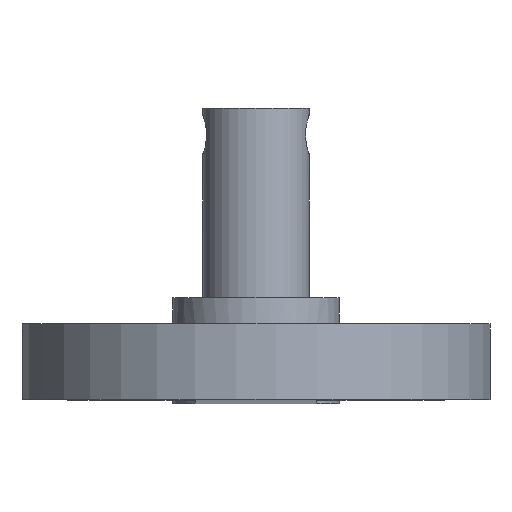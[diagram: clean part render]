
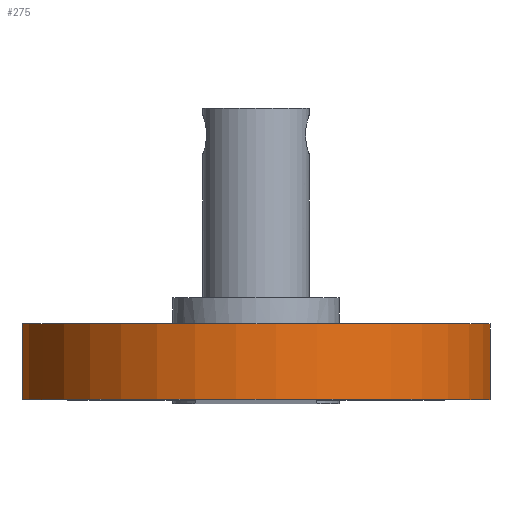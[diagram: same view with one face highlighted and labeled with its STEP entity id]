
A CAD part, top view. The second image highlights one B-rep face of the part: STEP entity #275.
In plain terms, the highlighted cylindrical face has radius 15.5 mm (diameter 31 mm), a partial arc.
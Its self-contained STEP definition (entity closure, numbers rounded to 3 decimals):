
#26=CIRCLE('',#307,15.5);
#29=CIRCLE('',#312,15.5);
#47=FACE_OUTER_BOUND('',#64,.T.);
#64=EDGE_LOOP('',(#215,#216,#217,#218));
#80=LINE('',#591,#96);
#81=LINE('',#593,#97);
#96=VECTOR('',#362,10.);
#97=VECTOR('',#363,10.);
#133=VERTEX_POINT('',#577);
#134=VERTEX_POINT('',#578);
#138=VERTEX_POINT('',#590);
#139=VERTEX_POINT('',#592);
#163=EDGE_CURVE('',#133,#134,#26,.F.);
#169=EDGE_CURVE('',#138,#134,#80,.F.);
#170=EDGE_CURVE('',#133,#139,#81,.F.);
#171=EDGE_CURVE('',#138,#139,#29,.F.);
#215=ORIENTED_EDGE('',*,*,#169,.T.);
#216=ORIENTED_EDGE('',*,*,#163,.F.);
#217=ORIENTED_EDGE('',*,*,#170,.T.);
#218=ORIENTED_EDGE('',*,*,#171,.F.);
#265=CYLINDRICAL_SURFACE('',#311,15.5);
#275=ADVANCED_FACE('',(#47),#265,.T.);
#307=AXIS2_PLACEMENT_3D('',#579,#349,#350);
#311=AXIS2_PLACEMENT_3D('',#589,#360,#361);
#312=AXIS2_PLACEMENT_3D('',#594,#364,#365);
#349=DIRECTION('center_axis',(0.,-1.,0.));
#350=DIRECTION('ref_axis',(1.,0.,0.));
#360=DIRECTION('center_axis',(0.,1.,0.));
#361=DIRECTION('ref_axis',(0.,0.,1.));
#362=DIRECTION('',(0.,-1.,0.));
#363=DIRECTION('',(0.,1.,0.));
#364=DIRECTION('center_axis',(0.,1.,0.));
#365=DIRECTION('ref_axis',(1.,0.,0.));
#577=CARTESIAN_POINT('',(236.196,-16.815,-217.99));
#578=CARTESIAN_POINT('',(244.196,-16.815,-217.99));
#579=CARTESIAN_POINT('Origin',(240.196,-16.815,-203.015));
#589=CARTESIAN_POINT('Origin',(240.196,-19.815,-203.015));
#590=CARTESIAN_POINT('',(244.196,-21.815,-217.99));
#591=CARTESIAN_POINT('',(244.196,-19.815,-217.99));
#592=CARTESIAN_POINT('',(236.196,-21.815,-217.99));
#593=CARTESIAN_POINT('',(236.196,-19.815,-217.99));
#594=CARTESIAN_POINT('Origin',(240.196,-21.815,-203.015));
